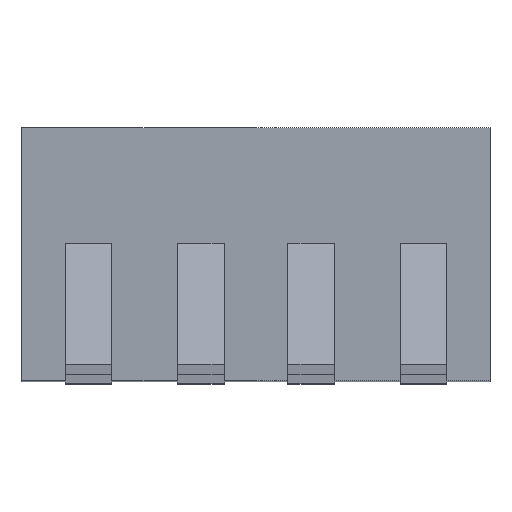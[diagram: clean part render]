
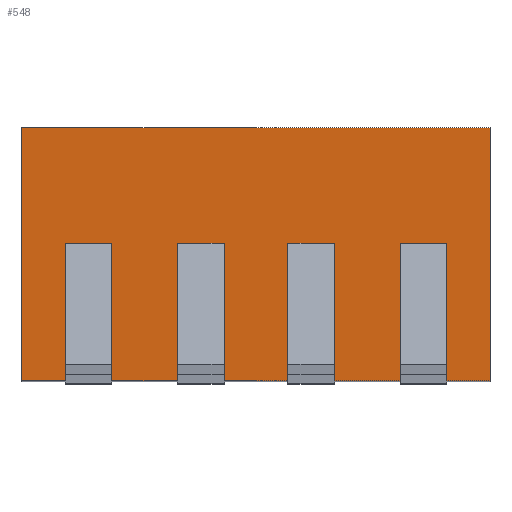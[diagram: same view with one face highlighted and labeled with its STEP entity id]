
A CAD part, top view. The second image highlights one B-rep face of the part: STEP entity #548.
In plain terms, the highlighted planar face has unit normal (0, -0.059, 0.998).
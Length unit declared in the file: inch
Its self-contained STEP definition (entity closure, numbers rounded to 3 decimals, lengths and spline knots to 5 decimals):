
#437 = VERTEX_POINT ( 'NONE', #1473 ) ;
#438 = ORIENTED_EDGE ( 'NONE', *, *, #439, .F. ) ;
#439 = EDGE_CURVE ( 'NONE', #547, #437, #1488, .T. ) ;
#440 = ORIENTED_EDGE ( 'NONE', *, *, #798, .T. ) ;
#447 = VERTEX_POINT ( 'NONE', #1492 ) ;
#547 = VERTEX_POINT ( 'NONE', #1532 ) ;
#548 = ADVANCED_FACE ( 'NONE', ( #1531 ), #1530, .F. ) ;
#549 = EDGE_LOOP ( 'NONE', ( #799, #667, #438, #440 ) ) ;
#664 = EDGE_CURVE ( 'NONE', #437, #801, #1688, .T. ) ;
#667 = ORIENTED_EDGE ( 'NONE', *, *, #664, .F. ) ;
#690 = EDGE_CURVE ( 'NONE', #447, #801, #1845, .T. ) ;
#798 = EDGE_CURVE ( 'NONE', #547, #447, #2000, .T. ) ;
#799 = ORIENTED_EDGE ( 'NONE', *, *, #690, .T. ) ;
#801 = VERTEX_POINT ( 'NONE', #2015 ) ;
#1454 = VECTOR ( 'NONE', #1460, 39.37008 ) ;
#1459 = CARTESIAN_POINT ( 'NONE',  ( 0.2125, 0.23, 0.21156 ) ) ;
#1460 = DIRECTION ( 'NONE',  ( 0., -0.998, -0.06 ) ) ;
#1473 = CARTESIAN_POINT ( 'NONE',  ( 0.2125, 0., 0.19784 ) ) ;
#1488 = LINE ( 'NONE', #1459, #1454 ) ;
#1492 = CARTESIAN_POINT ( 'NONE',  ( -0.2125, 0.23, 0.21156 ) ) ;
#1525 = DIRECTION ( 'NONE',  ( 0., 0.998, 0.06 ) ) ;
#1526 = DIRECTION ( 'NONE',  ( 0., 0.06, -0.998 ) ) ;
#1527 = CARTESIAN_POINT ( 'NONE',  ( 0.2125, 0.23, 0.21156 ) ) ;
#1528 = AXIS2_PLACEMENT_3D ( 'NONE', #1527, #1526, #1525 ) ;
#1530 = PLANE ( 'NONE',  #1528 ) ;
#1531 = FACE_OUTER_BOUND ( 'NONE', #549, .T. ) ;
#1532 = CARTESIAN_POINT ( 'NONE',  ( 0.2125, 0.23, 0.21156 ) ) ;
#1685 = DIRECTION ( 'NONE',  ( -1., 0., 0. ) ) ;
#1686 = VECTOR ( 'NONE', #1685, 39.37008 ) ;
#1687 = CARTESIAN_POINT ( 'NONE',  ( 0.2125, 0., 0.19784 ) ) ;
#1688 = LINE ( 'NONE', #1687, #1686 ) ;
#1845 = LINE ( 'NONE', #1857, #1856 ) ;
#1855 = DIRECTION ( 'NONE',  ( 0., -0.998, -0.06 ) ) ;
#1856 = VECTOR ( 'NONE', #1855, 39.37008 ) ;
#1857 = CARTESIAN_POINT ( 'NONE',  ( -0.2125, 0.23, 0.21156 ) ) ;
#1999 = CARTESIAN_POINT ( 'NONE',  ( 0.2125, 0.23, 0.21156 ) ) ;
#2000 = LINE ( 'NONE', #1999, #2023 ) ;
#2015 = CARTESIAN_POINT ( 'NONE',  ( -0.2125, 0., 0.19784 ) ) ;
#2022 = DIRECTION ( 'NONE',  ( -1., 0., 0. ) ) ;
#2023 = VECTOR ( 'NONE', #2022, 39.37008 ) ;
